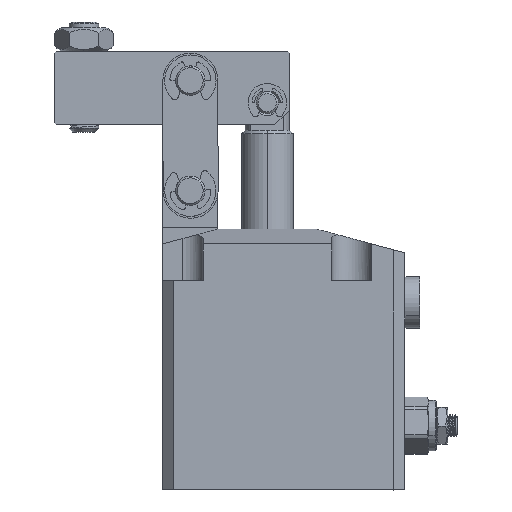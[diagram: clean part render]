
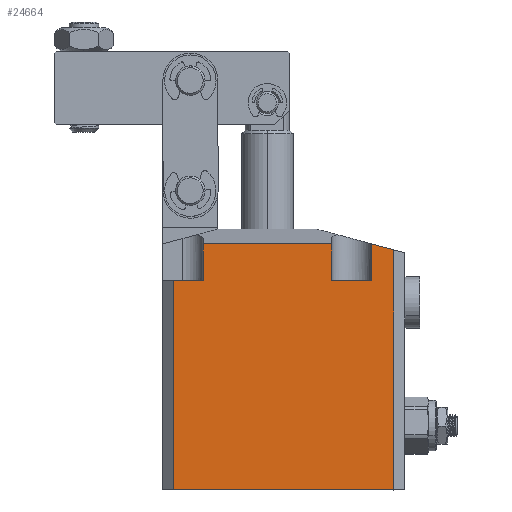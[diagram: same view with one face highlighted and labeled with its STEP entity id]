
A CAD part, top view. The second image highlights one B-rep face of the part: STEP entity #24664.
In plain terms, the highlighted planar face has unit normal (0, 0, 1).
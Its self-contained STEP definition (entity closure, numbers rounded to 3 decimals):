
#384 = EDGE_CURVE ( 'NONE', #27398, #25844, #17245, .T. ) ;
#978 = VERTEX_POINT ( 'NONE', #23039 ) ;
#989 = CARTESIAN_POINT ( 'NONE',  ( -452.549, 141.613, 28.5 ) ) ;
#1453 = EDGE_CURVE ( 'NONE', #25844, #16014, #11118, .T. ) ;
#1932 = LINE ( 'NONE', #21679, #2075 ) ;
#2075 = VECTOR ( 'NONE', #15246, 1000. ) ;
#2399 = ORIENTED_EDGE ( 'NONE', *, *, #25167, .T. ) ;
#3195 = CARTESIAN_POINT ( 'NONE',  ( -400.549, 141.613, 28.5 ) ) ;
#3704 = VECTOR ( 'NONE', #10629, 1000. ) ;
#3821 = LINE ( 'NONE', #989, #3870 ) ;
#3870 = VECTOR ( 'NONE', #26713, 1000. ) ;
#4074 = ORIENTED_EDGE ( 'NONE', *, *, #27734, .T. ) ;
#7253 = CARTESIAN_POINT ( 'NONE',  ( -400.549, 206.986, 28.5 ) ) ;
#7587 = CARTESIAN_POINT ( 'NONE',  ( -417.549, 141.613, 28.5 ) ) ;
#8137 = AXIS2_PLACEMENT_3D ( 'NONE', #22555, #22636, #9823 ) ;
#8479 = LINE ( 'NONE', #18852, #8508 ) ;
#8484 = ORIENTED_EDGE ( 'NONE', *, *, #24092, .T. ) ;
#8508 = VECTOR ( 'NONE', #16824, 1000. ) ;
#8749 = CARTESIAN_POINT ( 'NONE',  ( -452.549, 198.613, 28.5 ) ) ;
#9071 = ORIENTED_EDGE ( 'NONE', *, *, #15218, .T. ) ;
#9791 = ORIENTED_EDGE ( 'NONE', *, *, #1453, .T. ) ;
#9804 = CARTESIAN_POINT ( 'NONE',  ( -460.549, 208.594, 28.5 ) ) ;
#9823 = DIRECTION ( 'NONE',  ( 1., 0., 0. ) ) ;
#10162 = EDGE_LOOP ( 'NONE', ( #18697, #9791, #23818, #9071, #24925, #15788, #18561, #8484, #2399, #4074 ) ) ;
#10605 = CARTESIAN_POINT ( 'NONE',  ( -460.549, 141.613, 28.5 ) ) ;
#10629 = DIRECTION ( 'NONE',  ( 0., -1., 0. ) ) ;
#11118 = LINE ( 'NONE', #10605, #3704 ) ;
#11637 = LINE ( 'NONE', #9804, #13923 ) ;
#11844 = VERTEX_POINT ( 'NONE', #18087 ) ;
#12003 = DIRECTION ( 'NONE',  ( -1., 0., 0. ) ) ;
#12678 = EDGE_CURVE ( 'NONE', #16014, #17432, #27323, .T. ) ;
#13324 = FACE_OUTER_BOUND ( 'NONE', #10162, .T. ) ;
#13628 = VERTEX_POINT ( 'NONE', #20349 ) ;
#13923 = VECTOR ( 'NONE', #12003, 1000. ) ;
#14782 = CARTESIAN_POINT ( 'NONE',  ( -460.549, 198.613, 28.5 ) ) ;
#15006 = LINE ( 'NONE', #7587, #15090 ) ;
#15084 = CARTESIAN_POINT ( 'NONE',  ( -452.549, 208.594, 28.5 ) ) ;
#15090 = VECTOR ( 'NONE', #20369, 1000. ) ;
#15218 = EDGE_CURVE ( 'NONE', #17432, #25089, #19337, .T. ) ;
#15246 = DIRECTION ( 'NONE',  ( 0., -1., 0. ) ) ;
#15788 = ORIENTED_EDGE ( 'NONE', *, *, #19798, .T. ) ;
#16014 = VERTEX_POINT ( 'NONE', #24996 ) ;
#16120 = DIRECTION ( 'NONE',  ( 0., 1., 0. ) ) ;
#16357 = CARTESIAN_POINT ( 'NONE',  ( -460.549, 198.613, 28.5 ) ) ;
#16824 = DIRECTION ( 'NONE',  ( -0.966, 0.259, 0. ) ) ;
#16859 = VERTEX_POINT ( 'NONE', #21412 ) ;
#16900 = VECTOR ( 'NONE', #17551, 1000. ) ;
#17245 = LINE ( 'NONE', #14782, #16900 ) ;
#17379 = CARTESIAN_POINT ( 'NONE',  ( -400.549, 141.613, 28.5 ) ) ;
#17432 = VERTEX_POINT ( 'NONE', #17379 ) ;
#17551 = DIRECTION ( 'NONE',  ( -1., 0., 0. ) ) ;
#18087 = CARTESIAN_POINT ( 'NONE',  ( -417.549, 198.613, 28.5 ) ) ;
#18207 = EDGE_CURVE ( 'NONE', #25089, #13628, #8479, .T. ) ;
#18489 = DIRECTION ( 'NONE',  ( -1., 0., 0. ) ) ;
#18561 = ORIENTED_EDGE ( 'NONE', *, *, #22524, .T. ) ;
#18697 = ORIENTED_EDGE ( 'NONE', *, *, #384, .T. ) ;
#18852 = CARTESIAN_POINT ( 'NONE',  ( -400.549, 206.986, 28.5 ) ) ;
#19337 = LINE ( 'NONE', #3195, #19676 ) ;
#19676 = VECTOR ( 'NONE', #16120, 1000. ) ;
#19798 = EDGE_CURVE ( 'NONE', #13628, #16859, #1932, .T. ) ;
#20002 = VECTOR ( 'NONE', #18489, 1000. ) ;
#20027 = LINE ( 'NONE', #16357, #20002 ) ;
#20349 = CARTESIAN_POINT ( 'NONE',  ( -406.549, 208.594, 28.5 ) ) ;
#20369 = DIRECTION ( 'NONE',  ( 0., 1., 0. ) ) ;
#20432 = PLANE ( 'NONE',  #8137 ) ;
#21412 = CARTESIAN_POINT ( 'NONE',  ( -406.549, 198.613, 28.5 ) ) ;
#21679 = CARTESIAN_POINT ( 'NONE',  ( -406.549, 141.613, 28.5 ) ) ;
#22143 = VERTEX_POINT ( 'NONE', #15084 ) ;
#22524 = EDGE_CURVE ( 'NONE', #16859, #11844, #20027, .T. ) ;
#22555 = CARTESIAN_POINT ( 'NONE',  ( -460.549, 141.613, 28.5 ) ) ;
#22636 = DIRECTION ( 'NONE',  ( 0., 0., 1. ) ) ;
#23039 = CARTESIAN_POINT ( 'NONE',  ( -417.549, 208.594, 28.5 ) ) ;
#23254 = DIRECTION ( 'NONE',  ( 1., 0., 0. ) ) ;
#23818 = ORIENTED_EDGE ( 'NONE', *, *, #12678, .T. ) ;
#24092 = EDGE_CURVE ( 'NONE', #11844, #978, #15006, .T. ) ;
#24664 = ADVANCED_FACE ( 'NONE', ( #13324 ), #20432, .T. ) ;
#24925 = ORIENTED_EDGE ( 'NONE', *, *, #18207, .T. ) ;
#24996 = CARTESIAN_POINT ( 'NONE',  ( -460.549, 141.613, 28.5 ) ) ;
#25089 = VERTEX_POINT ( 'NONE', #7253 ) ;
#25167 = EDGE_CURVE ( 'NONE', #978, #22143, #11637, .T. ) ;
#25474 = CARTESIAN_POINT ( 'NONE',  ( -460.549, 141.613, 28.5 ) ) ;
#25844 = VERTEX_POINT ( 'NONE', #26241 ) ;
#26241 = CARTESIAN_POINT ( 'NONE',  ( -460.549, 198.613, 28.5 ) ) ;
#26713 = DIRECTION ( 'NONE',  ( 0., -1., 0. ) ) ;
#27323 = LINE ( 'NONE', #25474, #27528 ) ;
#27398 = VERTEX_POINT ( 'NONE', #8749 ) ;
#27528 = VECTOR ( 'NONE', #23254, 1000. ) ;
#27734 = EDGE_CURVE ( 'NONE', #22143, #27398, #3821, .T. ) ;
